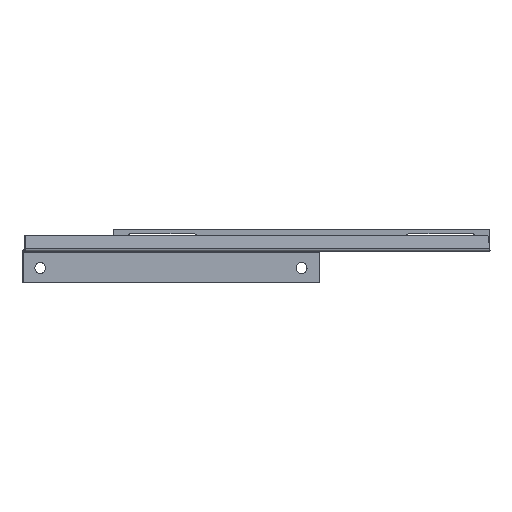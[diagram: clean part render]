
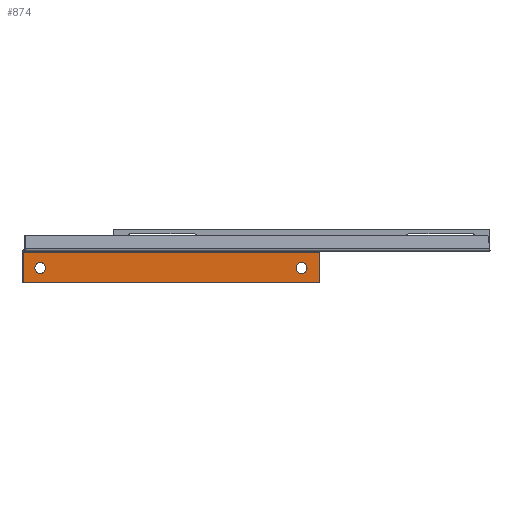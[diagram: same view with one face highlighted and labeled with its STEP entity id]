
A CAD part, front view. The second image highlights one B-rep face of the part: STEP entity #874.
In plain terms, the highlighted planar face has unit normal (0, -1, 0).
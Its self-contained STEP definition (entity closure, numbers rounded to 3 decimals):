
#33 = CARTESIAN_POINT ( 'NONE',  ( -50., 123.75, -19.5 ) ) ;
#196 = VERTEX_POINT ( 'NONE', #1364 ) ;
#336 = DIRECTION ( 'NONE',  ( 0., -1., 0. ) ) ;
#452 = CARTESIAN_POINT ( 'NONE',  ( -50., 123.75, -10.5 ) ) ;
#467 = VERTEX_POINT ( 'NONE', #3197 ) ;
#562 = ORIENTED_EDGE ( 'NONE', *, *, #1970, .F. ) ;
#691 = EDGE_CURVE ( 'NONE', #4538, #467, #1469, .T. ) ;
#711 = CARTESIAN_POINT ( 'NONE',  ( 165., 123.75, -10.5 ) ) ;
#759 = CARTESIAN_POINT ( 'NONE',  ( -50., 123.75, -15. ) ) ;
#778 = DIRECTION ( 'NONE',  ( 0., 0., 1. ) ) ;
#829 = AXIS2_PLACEMENT_3D ( 'NONE', #759, #2642, #4764 ) ;
#874 = ADVANCED_FACE ( 'NONE', ( #2273, #1905, #3477 ), #3623, .F. ) ;
#917 = CARTESIAN_POINT ( 'NONE',  ( 0., 123.75, -27. ) ) ;
#995 = ORIENTED_EDGE ( 'NONE', *, *, #1991, .T. ) ;
#1005 = DIRECTION ( 'NONE',  ( 0., 0., 1. ) ) ;
#1137 = CARTESIAN_POINT ( 'NONE',  ( 165., 123.75, -15. ) ) ;
#1265 = VERTEX_POINT ( 'NONE', #33 ) ;
#1364 = CARTESIAN_POINT ( 'NONE',  ( 165., 123.75, -19.5 ) ) ;
#1368 = AXIS2_PLACEMENT_3D ( 'NONE', #3408, #2226, #1800 ) ;
#1469 = LINE ( 'NONE', #3020, #3903 ) ;
#1485 = CARTESIAN_POINT ( 'NONE',  ( 180., 123.75, -27. ) ) ;
#1487 = LINE ( 'NONE', #3063, #3504 ) ;
#1522 = VERTEX_POINT ( 'NONE', #711 ) ;
#1586 = VERTEX_POINT ( 'NONE', #3621 ) ;
#1775 = VECTOR ( 'NONE', #4940, 1000. ) ;
#1783 = AXIS2_PLACEMENT_3D ( 'NONE', #3820, #336, #1005 ) ;
#1800 = DIRECTION ( 'NONE',  ( 0., 0., 1. ) ) ;
#1874 = EDGE_CURVE ( 'NONE', #1586, #4538, #2095, .T. ) ;
#1905 = FACE_BOUND ( 'NONE', #4397, .T. ) ;
#1925 = DIRECTION ( 'NONE',  ( 0., -1., 0. ) ) ;
#1965 = ORIENTED_EDGE ( 'NONE', *, *, #1874, .T. ) ;
#1970 = EDGE_CURVE ( 'NONE', #2249, #467, #2203, .T. ) ;
#1974 = CIRCLE ( 'NONE', #829, 4.5 ) ;
#1991 = EDGE_CURVE ( 'NONE', #3492, #1265, #4718, .T. ) ;
#2022 = AXIS2_PLACEMENT_3D ( 'NONE', #1137, #1925, #3888 ) ;
#2064 = ORIENTED_EDGE ( 'NONE', *, *, #2637, .T. ) ;
#2095 = LINE ( 'NONE', #917, #4548 ) ;
#2125 = ORIENTED_EDGE ( 'NONE', *, *, #4537, .F. ) ;
#2203 = LINE ( 'NONE', #2985, #1775 ) ;
#2226 = DIRECTION ( 'NONE',  ( 0., 1., 0. ) ) ;
#2249 = VERTEX_POINT ( 'NONE', #2394 ) ;
#2273 = FACE_BOUND ( 'NONE', #2472, .T. ) ;
#2394 = CARTESIAN_POINT ( 'NONE',  ( -65., 123.75, -2.25 ) ) ;
#2472 = EDGE_LOOP ( 'NONE', ( #995, #2064 ) ) ;
#2573 = ORIENTED_EDGE ( 'NONE', *, *, #2792, .T. ) ;
#2631 = DIRECTION ( 'NONE',  ( 0., 0., -1. ) ) ;
#2637 = EDGE_CURVE ( 'NONE', #1265, #3492, #1974, .T. ) ;
#2642 = DIRECTION ( 'NONE',  ( 0., 1., 0. ) ) ;
#2792 = EDGE_CURVE ( 'NONE', #2249, #1586, #1487, .T. ) ;
#2897 = CIRCLE ( 'NONE', #2022, 4.5 ) ;
#2985 = CARTESIAN_POINT ( 'NONE',  ( -65., 123.75, -2.25 ) ) ;
#2998 = CIRCLE ( 'NONE', #1783, 4.5 ) ;
#3020 = CARTESIAN_POINT ( 'NONE',  ( 180., 123.75, 0. ) ) ;
#3063 = CARTESIAN_POINT ( 'NONE',  ( -65., 123.75, 0. ) ) ;
#3121 = ORIENTED_EDGE ( 'NONE', *, *, #691, .T. ) ;
#3197 = CARTESIAN_POINT ( 'NONE',  ( 180., 123.75, -2.25 ) ) ;
#3227 = CARTESIAN_POINT ( 'NONE',  ( 0., 123.75, 0. ) ) ;
#3245 = DIRECTION ( 'NONE',  ( 1., 0., 0. ) ) ;
#3408 = CARTESIAN_POINT ( 'NONE',  ( -50., 123.75, -15. ) ) ;
#3477 = FACE_OUTER_BOUND ( 'NONE', #4798, .T. ) ;
#3492 = VERTEX_POINT ( 'NONE', #452 ) ;
#3504 = VECTOR ( 'NONE', #2631, 1000. ) ;
#3621 = CARTESIAN_POINT ( 'NONE',  ( -65., 123.75, -27. ) ) ;
#3623 = PLANE ( 'NONE',  #4458 ) ;
#3779 = ORIENTED_EDGE ( 'NONE', *, *, #4869, .F. ) ;
#3820 = CARTESIAN_POINT ( 'NONE',  ( 165., 123.75, -15. ) ) ;
#3836 = DIRECTION ( 'NONE',  ( 0., 0., 1. ) ) ;
#3888 = DIRECTION ( 'NONE',  ( 0., 0., 1. ) ) ;
#3903 = VECTOR ( 'NONE', #778, 1000. ) ;
#4397 = EDGE_LOOP ( 'NONE', ( #2125, #3779 ) ) ;
#4417 = DIRECTION ( 'NONE',  ( 0., 1., 0. ) ) ;
#4458 = AXIS2_PLACEMENT_3D ( 'NONE', #3227, #4417, #3836 ) ;
#4537 = EDGE_CURVE ( 'NONE', #1522, #196, #2897, .T. ) ;
#4538 = VERTEX_POINT ( 'NONE', #1485 ) ;
#4548 = VECTOR ( 'NONE', #3245, 1000. ) ;
#4718 = CIRCLE ( 'NONE', #1368, 4.5 ) ;
#4764 = DIRECTION ( 'NONE',  ( 0., 0., 1. ) ) ;
#4798 = EDGE_LOOP ( 'NONE', ( #562, #2573, #1965, #3121 ) ) ;
#4869 = EDGE_CURVE ( 'NONE', #196, #1522, #2998, .T. ) ;
#4940 = DIRECTION ( 'NONE',  ( 1., 0., 0. ) ) ;
